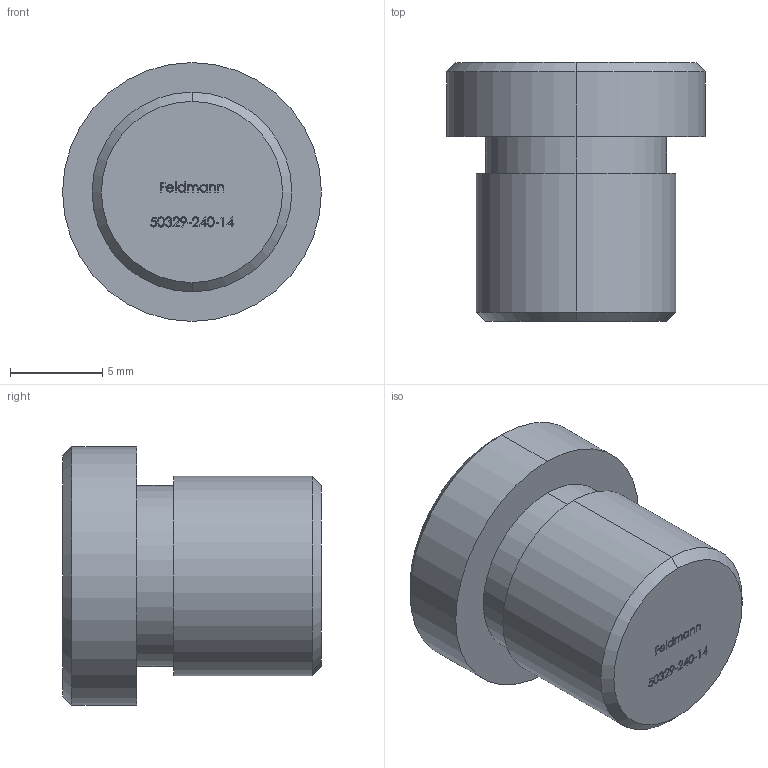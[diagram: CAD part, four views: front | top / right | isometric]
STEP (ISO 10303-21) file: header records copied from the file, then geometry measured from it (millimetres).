
FILE_DESCRIPTION (( 'STEP AP203' ), '1' );
FILE_NAME ('50329-240-14.step', '2018-10-25T12:00:03', ( '' ), ( '' ), 'SwSTEP 2.0', 'SolidWorks 2015', '' );
FILE_SCHEMA (( 'CONFIG_CONTROL_DESIGN' ));
Length unit declared in the file: millimetre
Products named in the file (1): 50329-240-14
Bounding box: 14 x 14 x 14 mm (x, y, z)
Volume: 1489.9 mm3; surface area: 830 mm2
Topology: 1 solids, 1 shells, 269 faces, 707 edges, 470 vertices
Faces by surface type: plane 150, bspline 109, cylinder 6, cone 4
Entity records: 14332 total; most frequent: CARTESIAN_POINT 8340, ORIENTED_EDGE 1414, DIRECTION 827, EDGE_CURVE 707, LINE 473, VECTOR 473, VERTEX_POINT 470, EDGE_LOOP 299
